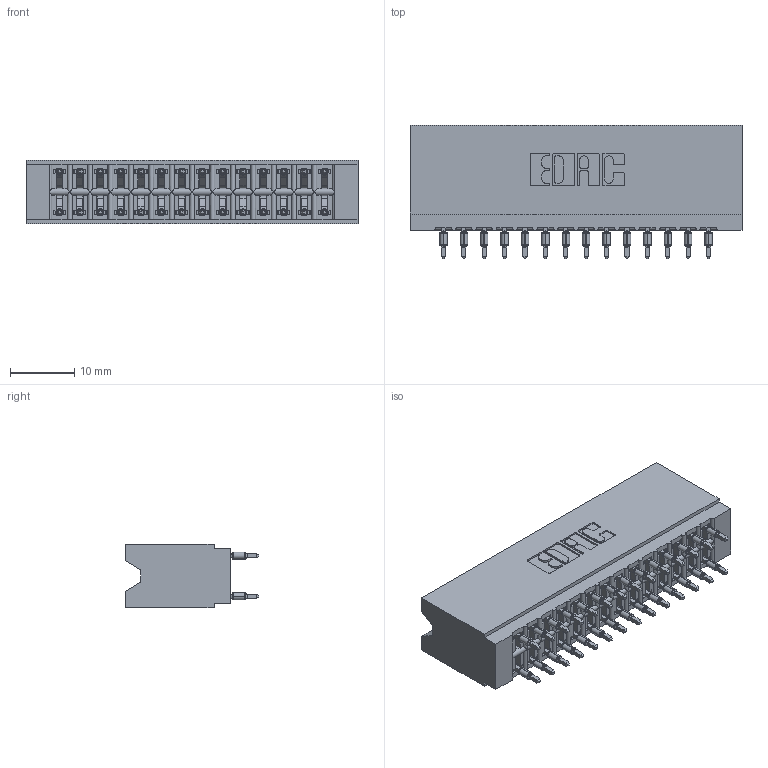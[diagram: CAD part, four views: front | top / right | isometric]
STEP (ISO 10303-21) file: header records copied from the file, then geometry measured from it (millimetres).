
FILE_DESCRIPTION (( 'STEP AP203' ), '1' );
FILE_NAME ('746-028-520-606.STEP', '2026-02-26T23:24:30', ( '' ), ( '' ), 'SwSTEP 2.0', 'SolidWorks 2023', '' );
FILE_SCHEMA (( 'CONFIG_CONTROL_DESIGN' ));
Length unit declared in the file: millimetre
Products named in the file (3): 746-028-520-606; 746 Part_.340 Slot Depth - 06; 746-292-001_520
Assembly tree (29 placements, depth 2):
  746-028-520-606
    746 Part_.340 Slot Depth - 06
    746-292-001_520  x28
Bounding box: 51.69 x 20.82 x 9.91 mm (x, y, z)
Volume: 6056.4 mm3; surface area: 8247.8 mm2
Topology: 29 solids, 29 shells, 2604 faces, 7153 edges, 4557 vertices
Faces by surface type: plane 1344, bspline 560, cylinder 532, torus 168
Entity records: 25573 total; most frequent: CARTESIAN_POINT 5328, ORIENTED_EDGE 4316, DIRECTION 3652, EDGE_CURVE 2158, LINE 1834, VECTOR 1834, VERTEX_POINT 1425, AXIS2_PLACEMENT_3D 909
